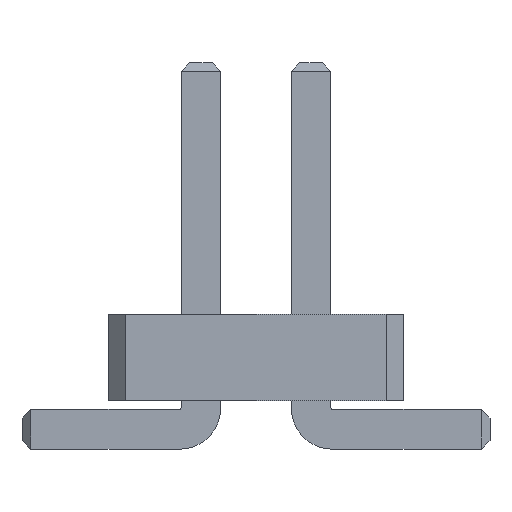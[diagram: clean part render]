
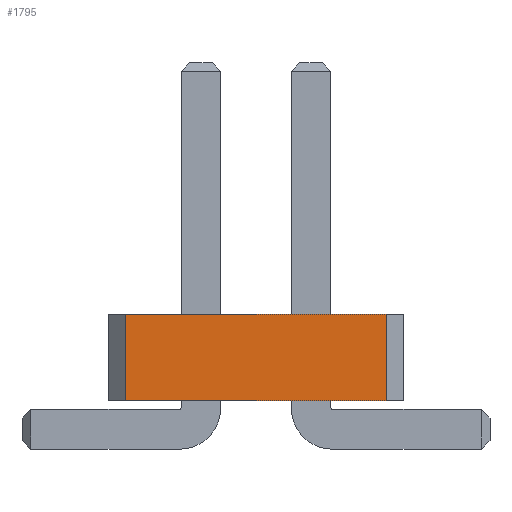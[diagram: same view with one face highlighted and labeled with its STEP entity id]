
A CAD part, left-side view. The second image highlights one B-rep face of the part: STEP entity #1795.
In plain terms, the highlighted planar face has unit normal (-1, 0, 0).
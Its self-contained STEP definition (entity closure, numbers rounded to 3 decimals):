
#198 = VERTEX_POINT ( 'NONE', #2148 ) ;
#272 = DIRECTION ( 'NONE',  ( 0., 0., -1. ) ) ;
#380 = CARTESIAN_POINT ( 'NONE',  ( -2.54, 1.7, 0.56 ) ) ;
#415 = LINE ( 'NONE', #5555, #4613 ) ;
#630 = EDGE_CURVE ( 'NONE', #1588, #1426, #4163, .T. ) ;
#660 = PLANE ( 'NONE',  #3743 ) ;
#783 = CARTESIAN_POINT ( 'NONE',  ( -2.54, 1.5, 1.56 ) ) ;
#981 = VECTOR ( 'NONE', #1787, 1000. ) ;
#1083 = CARTESIAN_POINT ( 'NONE',  ( -2.54, -1.5, 0.56 ) ) ;
#1108 = ORIENTED_EDGE ( 'NONE', *, *, #4087, .F. ) ;
#1214 = DIRECTION ( 'NONE',  ( -1., 0., 0. ) ) ;
#1233 = CARTESIAN_POINT ( 'NONE',  ( -2.54, 1.5, 0.56 ) ) ;
#1426 = VERTEX_POINT ( 'NONE', #1083 ) ;
#1588 = VERTEX_POINT ( 'NONE', #1233 ) ;
#1726 = VECTOR ( 'NONE', #272, 1000. ) ;
#1787 = DIRECTION ( 'NONE',  ( 0., -1., 0. ) ) ;
#1795 = ADVANCED_FACE ( 'NONE', ( #4983 ), #660, .T. ) ;
#1881 = EDGE_LOOP ( 'NONE', ( #3994, #2055, #1108, #3434 ) ) ;
#2055 = ORIENTED_EDGE ( 'NONE', *, *, #630, .T. ) ;
#2132 = LINE ( 'NONE', #4012, #4780 ) ;
#2148 = CARTESIAN_POINT ( 'NONE',  ( -2.54, -1.5, 1.56 ) ) ;
#2247 = DIRECTION ( 'NONE',  ( 0., 0., -1. ) ) ;
#2542 = LINE ( 'NONE', #4426, #1726 ) ;
#3283 = EDGE_CURVE ( 'NONE', #3622, #1588, #415, .T. ) ;
#3434 = ORIENTED_EDGE ( 'NONE', *, *, #4717, .F. ) ;
#3622 = VERTEX_POINT ( 'NONE', #783 ) ;
#3743 = AXIS2_PLACEMENT_3D ( 'NONE', #5925, #1214, #5414 ) ;
#3994 = ORIENTED_EDGE ( 'NONE', *, *, #3283, .T. ) ;
#4012 = CARTESIAN_POINT ( 'NONE',  ( -2.54, 0., 1.56 ) ) ;
#4087 = EDGE_CURVE ( 'NONE', #198, #1426, #2542, .T. ) ;
#4163 = LINE ( 'NONE', #380, #981 ) ;
#4426 = CARTESIAN_POINT ( 'NONE',  ( -2.54, -1.5, 0.56 ) ) ;
#4613 = VECTOR ( 'NONE', #2247, 1000. ) ;
#4717 = EDGE_CURVE ( 'NONE', #3622, #198, #2132, .T. ) ;
#4780 = VECTOR ( 'NONE', #4862, 1000. ) ;
#4862 = DIRECTION ( 'NONE',  ( 0., -1., 0. ) ) ;
#4983 = FACE_OUTER_BOUND ( 'NONE', #1881, .T. ) ;
#5414 = DIRECTION ( 'NONE',  ( 0., -1., 0. ) ) ;
#5555 = CARTESIAN_POINT ( 'NONE',  ( -2.54, 1.5, 0.56 ) ) ;
#5925 = CARTESIAN_POINT ( 'NONE',  ( -2.54, 1.7, 0.56 ) ) ;
